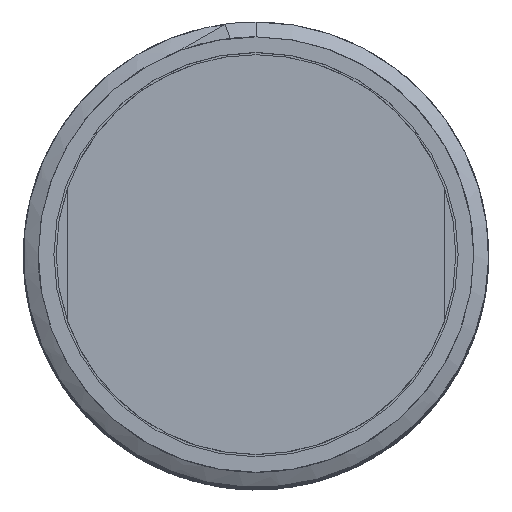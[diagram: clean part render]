
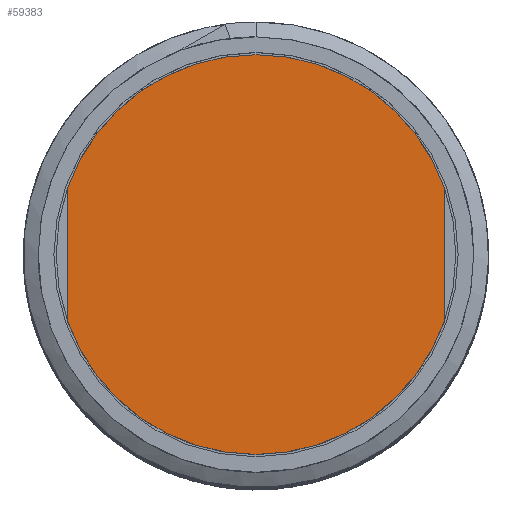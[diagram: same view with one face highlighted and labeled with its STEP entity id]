
A CAD part, top view. The second image highlights one B-rep face of the part: STEP entity #59383.
In plain terms, the highlighted planar face has unit normal (0, 0, 1).
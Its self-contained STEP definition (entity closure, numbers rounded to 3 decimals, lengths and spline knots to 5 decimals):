
#35067=CARTESIAN_POINT('',(0.,0.,0.));
#35068=DIRECTION('',(0.,0.,1.));
#35069=DIRECTION('',(-0.942,-0.335,0.));
#35070=AXIS2_PLACEMENT_3D('',#35067,#35068,#35069);
#35072=CARTESIAN_POINT('',(0.,0.,0.));
#35073=DIRECTION('',(0.,0.,1.));
#35074=DIRECTION('',(0.,1.,0.));
#35075=AXIS2_PLACEMENT_3D('',#35072,#35073,#35074);
#35094=DIRECTION('',(0.,-1.,0.));
#35095=VECTOR('',#35094,0.20279);
#35096=CARTESIAN_POINT('',(0.285,0.1014,0.));
#35097=LINE('',#35096,#35095);
#35098=DIRECTION('',(0.,1.,0.));
#35099=VECTOR('',#35098,0.20279);
#35100=CARTESIAN_POINT('',(-0.285,-0.1014,0.));
#35101=LINE('',#35100,#35099);
#35110=CARTESIAN_POINT('',(0.,0.,0.));
#35111=DIRECTION('',(0.,0.,-1.));
#35112=DIRECTION('',(0.,1.,0.));
#35113=AXIS2_PLACEMENT_3D('',#35110,#35111,#35112);
#35123=CARTESIAN_POINT('',(0.,0.,0.));
#35124=DIRECTION('',(0.,0.,-1.));
#35125=DIRECTION('',(0.942,-0.335,0.));
#35126=AXIS2_PLACEMENT_3D('',#35123,#35124,#35125);
#37028=CARTESIAN_POINT('',(0.,0.3025,0.));
#37030=VERTEX_POINT('',#37028);
#37032=CARTESIAN_POINT('',(0.,-0.3025,0.));
#37034=VERTEX_POINT('',#37032);
#37064=CARTESIAN_POINT('',(0.285,0.1014,0.));
#37065=CARTESIAN_POINT('',(0.285,-0.1014,0.));
#37066=VERTEX_POINT('',#37064);
#37067=VERTEX_POINT('',#37065);
#37068=CARTESIAN_POINT('',(-0.285,-0.1014,0.));
#37069=CARTESIAN_POINT('',(-0.285,0.1014,0.));
#37070=VERTEX_POINT('',#37068);
#37071=VERTEX_POINT('',#37069);
#59367=CARTESIAN_POINT('',(0.,0.,0.));
#59368=DIRECTION('',(0.,0.,1.));
#59369=DIRECTION('',(0.,-1.,0.));
#59370=AXIS2_PLACEMENT_3D('',#59367,#59368,#59369);
#59371=PLANE('',#59370);
#59373=ORIENTED_EDGE('',*,*,#59372,.T.);
#59375=ORIENTED_EDGE('',*,*,#59374,.T.);
#59376=ORIENTED_EDGE('',*,*,#59329,.F.);
#59377=ORIENTED_EDGE('',*,*,#59359,.T.);
#59378=ORIENTED_EDGE('',*,*,#59336,.F.);
#59380=ORIENTED_EDGE('',*,*,#59379,.T.);
#59381=EDGE_LOOP('',(#59373,#59375,#59376,#59377,#59378,#59380));
#59382=FACE_OUTER_BOUND('',#59381,.F.);
#59383=ADVANCED_FACE('',(#59382),#59371,.T.);
#35071=CIRCLE('',#35070,0.3025);
#35076=CIRCLE('',#35075,0.3025);
#35114=CIRCLE('',#35113,0.3025);
#35127=CIRCLE('',#35126,0.3025);
#59329=EDGE_CURVE('',#37070,#37034,#35071,.T.);
#59336=EDGE_CURVE('',#37030,#37071,#35076,.T.);
#59359=EDGE_CURVE('',#37070,#37071,#35101,.T.);
#59372=EDGE_CURVE('',#37066,#37067,#35097,.T.);
#59374=EDGE_CURVE('',#37067,#37034,#35127,.T.);
#59379=EDGE_CURVE('',#37030,#37066,#35114,.T.);
